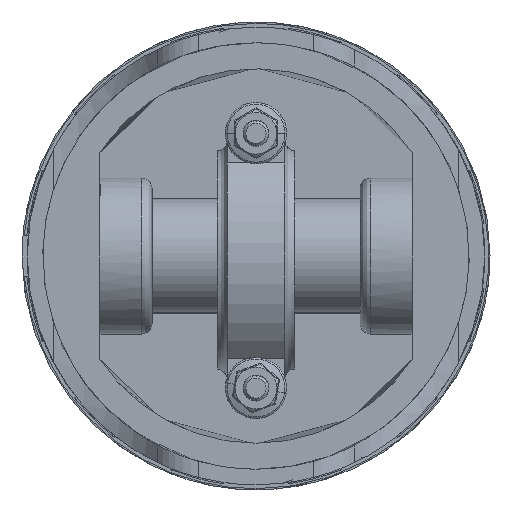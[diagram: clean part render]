
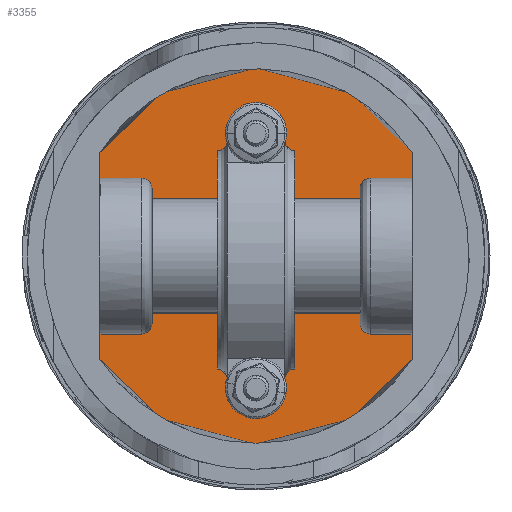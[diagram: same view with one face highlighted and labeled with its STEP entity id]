
A CAD part, front view. The second image highlights one B-rep face of the part: STEP entity #3355.
In plain terms, the highlighted free-form (B-spline) face has degree [1, 1] with [2, 2] control points.
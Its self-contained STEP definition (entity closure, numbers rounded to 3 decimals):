
#1183 = VERTEX_POINT('',#1184);
#1184 = CARTESIAN_POINT('',(40.237,79.133,
    -26.69));
#1225 = VERTEX_POINT('',#1226);
#1226 = CARTESIAN_POINT('',(0.,79.133,-48.284));
#1231 = EDGE_CURVE('',#1225,#1183,#1232,.T.);
#1232 = ( BOUNDED_CURVE() B_SPLINE_CURVE(2,(#1233,#1234,#1235),
.UNSPECIFIED.,.F.,.F.) B_SPLINE_CURVE_WITH_KNOTS((3,3),(0.,
0.985),.PIECEWISE_BEZIER_KNOTS.) CURVE() 
GEOMETRIC_REPRESENTATION_ITEM() RATIONAL_B_SPLINE_CURVE((1.,
0.881,1.)) REPRESENTATION_ITEM('') );
#1233 = CARTESIAN_POINT('',(0.,79.133,-48.284));
#1234 = CARTESIAN_POINT('',(25.913,79.133,
    -48.284));
#1235 = CARTESIAN_POINT('',(40.237,79.133,
    -26.69));
#2971 = EDGE_CURVE('',#2972,#2974,#2976,.T.);
#2972 = VERTEX_POINT('',#2973);
#2973 = CARTESIAN_POINT('',(29.507,79.133,
    -20.119));
#2974 = VERTEX_POINT('',#2975);
#2975 = CARTESIAN_POINT('',(26.825,79.133,
    -17.436));
#2976 = ( BOUNDED_CURVE() B_SPLINE_CURVE(2,(#2977,#2978,#2979),
.UNSPECIFIED.,.F.,.F.) B_SPLINE_CURVE_WITH_KNOTS((3,3),(0.,
1.571),.PIECEWISE_BEZIER_KNOTS.) CURVE() 
GEOMETRIC_REPRESENTATION_ITEM() RATIONAL_B_SPLINE_CURVE((1.,
0.707,1.)) REPRESENTATION_ITEM('') );
#2977 = CARTESIAN_POINT('',(29.507,79.133,
    -20.119));
#2978 = CARTESIAN_POINT('',(26.825,79.133,
    -20.119));
#2979 = CARTESIAN_POINT('',(26.825,79.133,
    -17.436));
#3002 = EDGE_CURVE('',#3003,#3005,#3007,.T.);
#3003 = VERTEX_POINT('',#3004);
#3004 = CARTESIAN_POINT('',(-26.825,79.133,
    -17.436));
#3005 = VERTEX_POINT('',#3006);
#3006 = CARTESIAN_POINT('',(-29.507,79.133,
    -20.119));
#3007 = ( BOUNDED_CURVE() B_SPLINE_CURVE(2,(#3008,#3009,#3010),
.UNSPECIFIED.,.F.,.F.) B_SPLINE_CURVE_WITH_KNOTS((3,3),(4.712,
6.283),.PIECEWISE_BEZIER_KNOTS.) CURVE() 
GEOMETRIC_REPRESENTATION_ITEM() RATIONAL_B_SPLINE_CURVE((1.,
0.707,1.)) REPRESENTATION_ITEM('') );
#3008 = CARTESIAN_POINT('',(-26.825,79.133,
    -17.436));
#3009 = CARTESIAN_POINT('',(-26.825,79.133,
    -20.119));
#3010 = CARTESIAN_POINT('',(-29.507,79.133,
    -20.119));
#3033 = EDGE_CURVE('',#3003,#3034,#3036,.T.);
#3034 = VERTEX_POINT('',#3035);
#3035 = CARTESIAN_POINT('',(-26.825,79.133,
    17.436));
#3036 = B_SPLINE_CURVE_WITH_KNOTS('',1,(#3037,#3038),.UNSPECIFIED.,.F.,
  .F.,(2,2),(2.,28.),.PIECEWISE_BEZIER_KNOTS.);
#3037 = CARTESIAN_POINT('',(-26.825,79.133,
    -17.436));
#3038 = CARTESIAN_POINT('',(-26.825,79.133,
    17.436));
#3059 = EDGE_CURVE('',#3060,#3034,#3062,.T.);
#3060 = VERTEX_POINT('',#3061);
#3061 = CARTESIAN_POINT('',(-29.507,79.133,
    20.119));
#3062 = ( BOUNDED_CURVE() B_SPLINE_CURVE(2,(#3063,#3064,#3065),
.UNSPECIFIED.,.F.,.F.) B_SPLINE_CURVE_WITH_KNOTS((3,3),(3.142,
4.712),.PIECEWISE_BEZIER_KNOTS.) CURVE() 
GEOMETRIC_REPRESENTATION_ITEM() RATIONAL_B_SPLINE_CURVE((1.,
0.707,1.)) REPRESENTATION_ITEM('') );
#3063 = CARTESIAN_POINT('',(-29.507,79.133,
    20.119));
#3064 = CARTESIAN_POINT('',(-26.825,79.133,
    20.119));
#3065 = CARTESIAN_POINT('',(-26.825,79.133,
    17.436));
#3084 = EDGE_CURVE('',#3085,#3087,#3089,.T.);
#3085 = VERTEX_POINT('',#3086);
#3086 = CARTESIAN_POINT('',(26.825,79.133,
    17.436));
#3087 = VERTEX_POINT('',#3088);
#3088 = CARTESIAN_POINT('',(29.507,79.133,
    20.119));
#3089 = ( BOUNDED_CURVE() B_SPLINE_CURVE(2,(#3090,#3091,#3092),
.UNSPECIFIED.,.F.,.F.) B_SPLINE_CURVE_WITH_KNOTS((3,3),(1.571,
3.142),.PIECEWISE_BEZIER_KNOTS.) CURVE() 
GEOMETRIC_REPRESENTATION_ITEM() RATIONAL_B_SPLINE_CURVE((1.,
0.707,1.)) REPRESENTATION_ITEM('') );
#3090 = CARTESIAN_POINT('',(26.825,79.133,
    17.436));
#3091 = CARTESIAN_POINT('',(26.825,79.133,
    20.119));
#3092 = CARTESIAN_POINT('',(29.507,79.133,
    20.119));
#3121 = EDGE_CURVE('',#2974,#3085,#3122,.T.);
#3122 = B_SPLINE_CURVE_WITH_KNOTS('',1,(#3123,#3124),.UNSPECIFIED.,.F.,
  .F.,(2,2),(2.,28.),.PIECEWISE_BEZIER_KNOTS.);
#3123 = CARTESIAN_POINT('',(26.825,79.133,
    -17.436));
#3124 = CARTESIAN_POINT('',(26.825,79.133,
    17.436));
#3193 = EDGE_CURVE('',#2972,#3194,#3196,.T.);
#3194 = VERTEX_POINT('',#3195);
#3195 = CARTESIAN_POINT('',(40.237,79.133,
    -20.119));
#3196 = B_SPLINE_CURVE_WITH_KNOTS('',1,(#3197,#3198),.UNSPECIFIED.,.F.,
  .F.,(2,2),(2.,10.),.PIECEWISE_BEZIER_KNOTS.);
#3197 = CARTESIAN_POINT('',(29.507,79.133,
    -20.119));
#3198 = CARTESIAN_POINT('',(40.237,79.133,
    -20.119));
#3250 = EDGE_CURVE('',#3087,#3251,#3253,.T.);
#3251 = VERTEX_POINT('',#3252);
#3252 = CARTESIAN_POINT('',(40.237,79.133,
    20.119));
#3253 = B_SPLINE_CURVE_WITH_KNOTS('',1,(#3254,#3255),.UNSPECIFIED.,.F.,
  .F.,(2,2),(2.,10.),.PIECEWISE_BEZIER_KNOTS.);
#3254 = CARTESIAN_POINT('',(29.507,79.133,
    20.119));
#3255 = CARTESIAN_POINT('',(40.237,79.133,
    20.119));
#3280 = EDGE_CURVE('',#3060,#3281,#3283,.T.);
#3281 = VERTEX_POINT('',#3282);
#3282 = CARTESIAN_POINT('',(-40.237,79.133,
    20.119));
#3283 = B_SPLINE_CURVE_WITH_KNOTS('',1,(#3284,#3285),.UNSPECIFIED.,.F.,
  .F.,(2,2),(2.,10.),.PIECEWISE_BEZIER_KNOTS.);
#3284 = CARTESIAN_POINT('',(-29.507,79.133,
    20.119));
#3285 = CARTESIAN_POINT('',(-40.237,79.133,
    20.119));
#3337 = EDGE_CURVE('',#3005,#3338,#3340,.T.);
#3338 = VERTEX_POINT('',#3339);
#3339 = CARTESIAN_POINT('',(-40.237,79.133,
    -20.119));
#3340 = B_SPLINE_CURVE_WITH_KNOTS('',1,(#3341,#3342),.UNSPECIFIED.,.F.,
  .F.,(2,2),(2.,10.),.PIECEWISE_BEZIER_KNOTS.);
#3341 = CARTESIAN_POINT('',(-29.507,79.133,
    -20.119));
#3342 = CARTESIAN_POINT('',(-40.237,79.133,
    -20.119));
#3355 = ADVANCED_FACE('',(#3356),#3407,.T.);
#3356 = FACE_BOUND('',#3357,.T.);
#3357 = EDGE_LOOP('',(#3358,#3359,#3360,#3361,#3368,#3376,#3381,#3382,
    #3383,#3384,#3385,#3386,#3393,#3399,#3400,#3405,#3406));
#3358 = ORIENTED_EDGE('',*,*,#3121,.T.);
#3359 = ORIENTED_EDGE('',*,*,#3084,.T.);
#3360 = ORIENTED_EDGE('',*,*,#3250,.T.);
#3361 = ORIENTED_EDGE('',*,*,#3362,.T.);
#3362 = EDGE_CURVE('',#3251,#3363,#3365,.T.);
#3363 = VERTEX_POINT('',#3364);
#3364 = CARTESIAN_POINT('',(40.237,79.133,
    26.69));
#3365 = B_SPLINE_CURVE_WITH_KNOTS('',1,(#3366,#3367),.UNSPECIFIED.,.F.,
  .F.,(2,2),(-4.9,0.),
  .PIECEWISE_BEZIER_KNOTS.);
#3366 = CARTESIAN_POINT('',(40.237,79.133,
    20.119));
#3367 = CARTESIAN_POINT('',(40.237,79.133,
    26.69));
#3368 = ORIENTED_EDGE('',*,*,#3369,.T.);
#3369 = EDGE_CURVE('',#3363,#3370,#3372,.T.);
#3370 = VERTEX_POINT('',#3371);
#3371 = CARTESIAN_POINT('',(-40.237,79.133,
    26.69));
#3372 = ( BOUNDED_CURVE() B_SPLINE_CURVE(2,(#3373,#3374,#3375),
.UNSPECIFIED.,.F.,.F.) B_SPLINE_CURVE_WITH_KNOTS((3,3),(2.156,
4.127),.PIECEWISE_BEZIER_KNOTS.) CURVE() 
GEOMETRIC_REPRESENTATION_ITEM() RATIONAL_B_SPLINE_CURVE((1.,
0.553,1.)) REPRESENTATION_ITEM('') );
#3373 = CARTESIAN_POINT('',(40.237,79.133,
    26.69));
#3374 = CARTESIAN_POINT('',(0.,79.133,
    87.35));
#3375 = CARTESIAN_POINT('',(-40.237,79.133,
    26.69));
#3376 = ORIENTED_EDGE('',*,*,#3377,.T.);
#3377 = EDGE_CURVE('',#3370,#3281,#3378,.T.);
#3378 = B_SPLINE_CURVE_WITH_KNOTS('',1,(#3379,#3380),.UNSPECIFIED.,.F.,
  .F.,(2,2),(0.,4.9),
  .PIECEWISE_BEZIER_KNOTS.);
#3379 = CARTESIAN_POINT('',(-40.237,79.133,
    26.69));
#3380 = CARTESIAN_POINT('',(-40.237,79.133,
    20.119));
#3381 = ORIENTED_EDGE('',*,*,#3280,.F.);
#3382 = ORIENTED_EDGE('',*,*,#3059,.T.);
#3383 = ORIENTED_EDGE('',*,*,#3033,.F.);
#3384 = ORIENTED_EDGE('',*,*,#3002,.T.);
#3385 = ORIENTED_EDGE('',*,*,#3337,.T.);
#3386 = ORIENTED_EDGE('',*,*,#3387,.T.);
#3387 = EDGE_CURVE('',#3338,#3388,#3390,.T.);
#3388 = VERTEX_POINT('',#3389);
#3389 = CARTESIAN_POINT('',(-40.237,79.133,
    -26.69));
#3390 = B_SPLINE_CURVE_WITH_KNOTS('',1,(#3391,#3392),.UNSPECIFIED.,.F.,
  .F.,(2,2),(34.9,39.799),.PIECEWISE_BEZIER_KNOTS.);
#3391 = CARTESIAN_POINT('',(-40.237,79.133,
    -20.119));
#3392 = CARTESIAN_POINT('',(-40.237,79.133,
    -26.69));
#3393 = ORIENTED_EDGE('',*,*,#3394,.T.);
#3394 = EDGE_CURVE('',#3388,#1225,#3395,.T.);
#3395 = ( BOUNDED_CURVE() B_SPLINE_CURVE(2,(#3396,#3397,#3398),
.UNSPECIFIED.,.F.,.F.) B_SPLINE_CURVE_WITH_KNOTS((3,3),(5.298,
6.283),.PIECEWISE_BEZIER_KNOTS.) CURVE() 
GEOMETRIC_REPRESENTATION_ITEM() RATIONAL_B_SPLINE_CURVE((1.,
0.881,1.)) REPRESENTATION_ITEM('') );
#3396 = CARTESIAN_POINT('',(-40.237,79.133,
    -26.69));
#3397 = CARTESIAN_POINT('',(-25.913,79.133,
    -48.284));
#3398 = CARTESIAN_POINT('',(0.,79.133,
    -48.284));
#3399 = ORIENTED_EDGE('',*,*,#1231,.T.);
#3400 = ORIENTED_EDGE('',*,*,#3401,.T.);
#3401 = EDGE_CURVE('',#1183,#3194,#3402,.T.);
#3402 = B_SPLINE_CURVE_WITH_KNOTS('',1,(#3403,#3404),.UNSPECIFIED.,.F.,
  .F.,(2,2),(-39.799,-34.9),.PIECEWISE_BEZIER_KNOTS.);
#3403 = CARTESIAN_POINT('',(40.237,79.133,
    -26.69));
#3404 = CARTESIAN_POINT('',(40.237,79.133,
    -20.119));
#3405 = ORIENTED_EDGE('',*,*,#3193,.F.);
#3406 = ORIENTED_EDGE('',*,*,#2971,.T.);
#3407 = B_SPLINE_SURFACE_WITH_KNOTS('',1,1,(
    (#3408,#3409)
    ,(#3410,#3411
    )),.UNSPECIFIED.,.F.,.F.,.F.,(2,2),(2,2),(-72.,0.),(-30.,30.),
  .PIECEWISE_BEZIER_KNOTS.);
#3408 = CARTESIAN_POINT('',(-40.237,79.133,
    48.284));
#3409 = CARTESIAN_POINT('',(40.237,79.133,
    48.284));
#3410 = CARTESIAN_POINT('',(-40.237,79.133,
    -48.284));
#3411 = CARTESIAN_POINT('',(40.237,79.133,
    -48.284));
